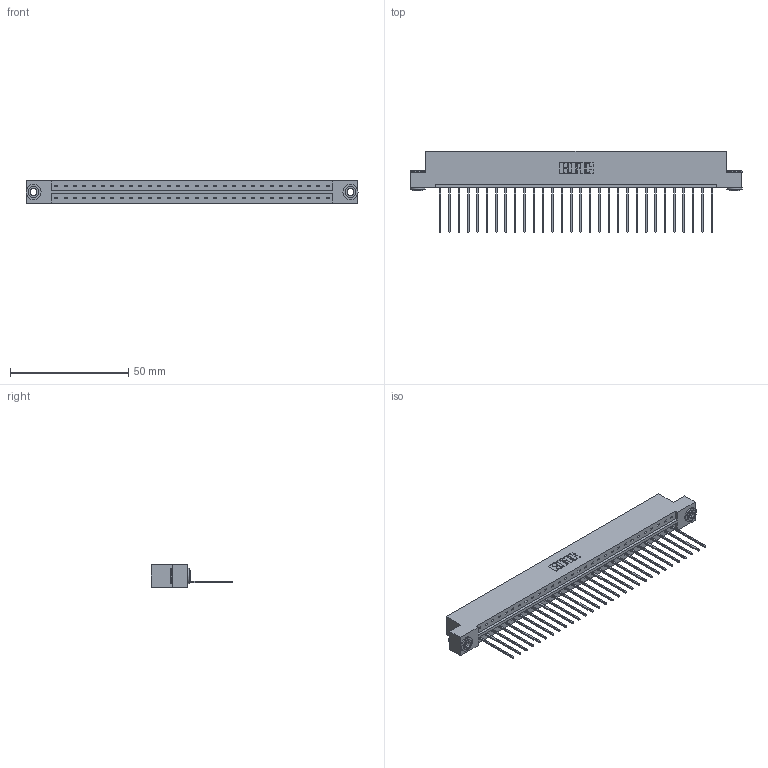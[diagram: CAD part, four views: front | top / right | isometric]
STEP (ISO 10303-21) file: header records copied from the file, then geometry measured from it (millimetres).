
FILE_DESCRIPTION (( 'STEP AP203' ), '1' );
FILE_NAME ('333-030-541-103.STEP', '2018-08-02T17:56:49', ( '' ), ( '' ), 'SwSTEP 2.0', 'SolidWorks 2016', '' );
FILE_SCHEMA (( 'CONFIG_CONTROL_DESIGN' ));
Length unit declared in the file: inch
Products named in the file (4): 333 Part_Flush - .156 Dia - TH; 345-292-001_345-293-141; 345-250-002_345-250-002-102; 333-030-541-103
Assembly tree (33 placements, depth 2):
  333-030-541-103
    333 Part_Flush - .156 Dia - TH
    345-292-001_345-293-141  x30
    345-250-002_345-250-002-102  x2
Bounding box: 140.41 x 34.3 x 9.4 mm (x, y, z)
Volume: 14144.5 mm3; surface area: 16061 mm2
Topology: 33 solids, 33 shells, 1892 faces, 5667 edges, 3734 vertices
Faces by surface type: plane 1340, cylinder 544, cone 8
Entity records: 20560 total; most frequent: CARTESIAN_POINT 3527, ORIENTED_EDGE 3486, DIRECTION 3033, EDGE_CURVE 1743, VECTOR 1591, LINE 1591, VERTEX_POINT 1158, AXIS2_PLACEMENT_3D 721
